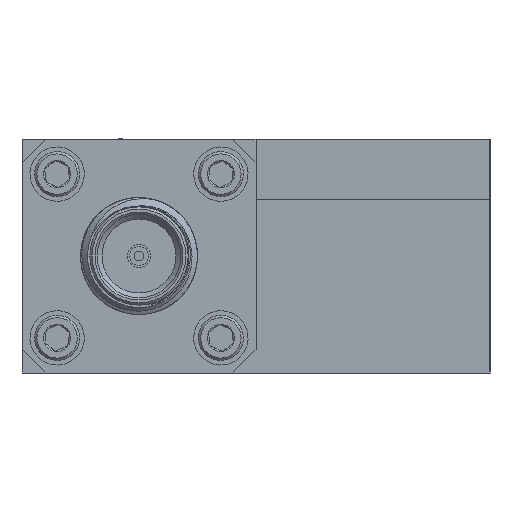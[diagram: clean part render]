
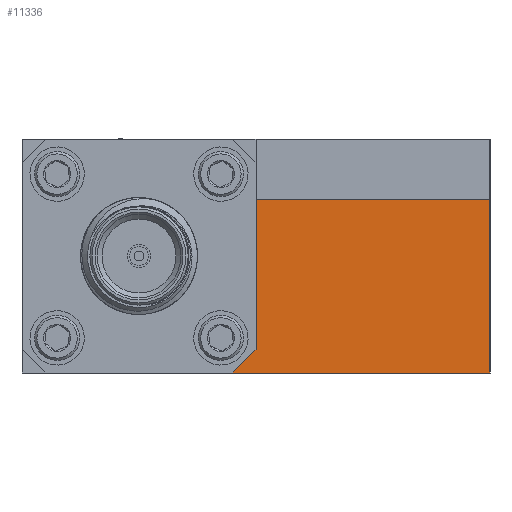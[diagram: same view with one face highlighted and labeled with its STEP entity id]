
A CAD part, left-side view. The second image highlights one B-rep face of the part: STEP entity #11336.
In plain terms, the highlighted planar face has unit normal (-1, 0, 0).
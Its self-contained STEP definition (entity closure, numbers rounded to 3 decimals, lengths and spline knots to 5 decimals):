
#2406 = CARTESIAN_POINT ( 'NONE',  ( -1.25, -0.5, 0.25 ) ) ;
#3231 = CARTESIAN_POINT ( 'NONE',  ( -1.25, -0.5, 0.12 ) ) ;
#4446 = CARTESIAN_POINT ( 'NONE',  ( -1.25, 0., -0.25 ) ) ;
#5035 = PLANE ( 'NONE',  #17413 ) ;
#6315 = VERTEX_POINT ( 'NONE', #11517 ) ;
#7448 = DIRECTION ( 'NONE',  ( 0., -1., 0. ) ) ;
#7625 = CARTESIAN_POINT ( 'NONE',  ( -1.25, -0.5, -0.25 ) ) ;
#8296 = LINE ( 'NONE', #27546, #33882 ) ;
#10236 = LINE ( 'NONE', #4446, #23336 ) ;
#10670 = CARTESIAN_POINT ( 'NONE',  ( -1.25, 0.05, -0.25 ) ) ;
#11043 = CARTESIAN_POINT ( 'NONE',  ( -1.25, -0.5, 0.12 ) ) ;
#11103 = CARTESIAN_POINT ( 'NONE',  ( -1.25, 0., -0.2 ) ) ;
#11336 = ADVANCED_FACE ( 'NONE', ( #18125 ), #5035, .F. ) ;
#11517 = CARTESIAN_POINT ( 'NONE',  ( -1.25, -0.5, -0.25 ) ) ;
#13165 = DIRECTION ( 'NONE',  ( 1., 0., 0. ) ) ;
#13177 = VECTOR ( 'NONE', #7448, 39.37008 ) ;
#13813 = LINE ( 'NONE', #3231, #15398 ) ;
#14405 = EDGE_CURVE ( 'NONE', #32004, #16710, #8296, .T. ) ;
#15194 = CARTESIAN_POINT ( 'NONE',  ( -1.25, 0., 0.12 ) ) ;
#15398 = VECTOR ( 'NONE', #21974, 39.37008 ) ;
#15820 = DIRECTION ( 'NONE',  ( 0., 1., 0. ) ) ;
#16482 = ORIENTED_EDGE ( 'NONE', *, *, #28864, .F. ) ;
#16710 = VERTEX_POINT ( 'NONE', #10670 ) ;
#16971 = EDGE_CURVE ( 'NONE', #16710, #6315, #26533, .T. ) ;
#17014 = LINE ( 'NONE', #33090, #31818 ) ;
#17413 = AXIS2_PLACEMENT_3D ( 'NONE', #2406, #13165, #15820 ) ;
#18125 = FACE_OUTER_BOUND ( 'NONE', #25711, .T. ) ;
#21974 = DIRECTION ( 'NONE',  ( 0., -1., 0. ) ) ;
#23336 = VECTOR ( 'NONE', #31459, 39.37008 ) ;
#23651 = VERTEX_POINT ( 'NONE', #11043 ) ;
#25711 = EDGE_LOOP ( 'NONE', ( #26162, #16482, #30128, #26181, #28597 ) ) ;
#26162 = ORIENTED_EDGE ( 'NONE', *, *, #27972, .F. ) ;
#26181 = ORIENTED_EDGE ( 'NONE', *, *, #16971, .T. ) ;
#26533 = LINE ( 'NONE', #7625, #13177 ) ;
#26640 = EDGE_CURVE ( 'NONE', #23651, #6315, #17014, .T. ) ;
#26837 = DIRECTION ( 'NONE',  ( 0., 0.707, -0.707 ) ) ;
#27546 = CARTESIAN_POINT ( 'NONE',  ( -1.25, 0.025, -0.225 ) ) ;
#27780 = DIRECTION ( 'NONE',  ( 0., 0., -1. ) ) ;
#27972 = EDGE_CURVE ( 'NONE', #34850, #23651, #13813, .T. ) ;
#28597 = ORIENTED_EDGE ( 'NONE', *, *, #26640, .F. ) ;
#28864 = EDGE_CURVE ( 'NONE', #32004, #34850, #10236, .T. ) ;
#30128 = ORIENTED_EDGE ( 'NONE', *, *, #14405, .T. ) ;
#31459 = DIRECTION ( 'NONE',  ( 0., 0., 1. ) ) ;
#31818 = VECTOR ( 'NONE', #27780, 39.37008 ) ;
#32004 = VERTEX_POINT ( 'NONE', #11103 ) ;
#33090 = CARTESIAN_POINT ( 'NONE',  ( -1.25, -0.5, 0.25 ) ) ;
#33882 = VECTOR ( 'NONE', #26837, 39.37008 ) ;
#34850 = VERTEX_POINT ( 'NONE', #15194 ) ;
